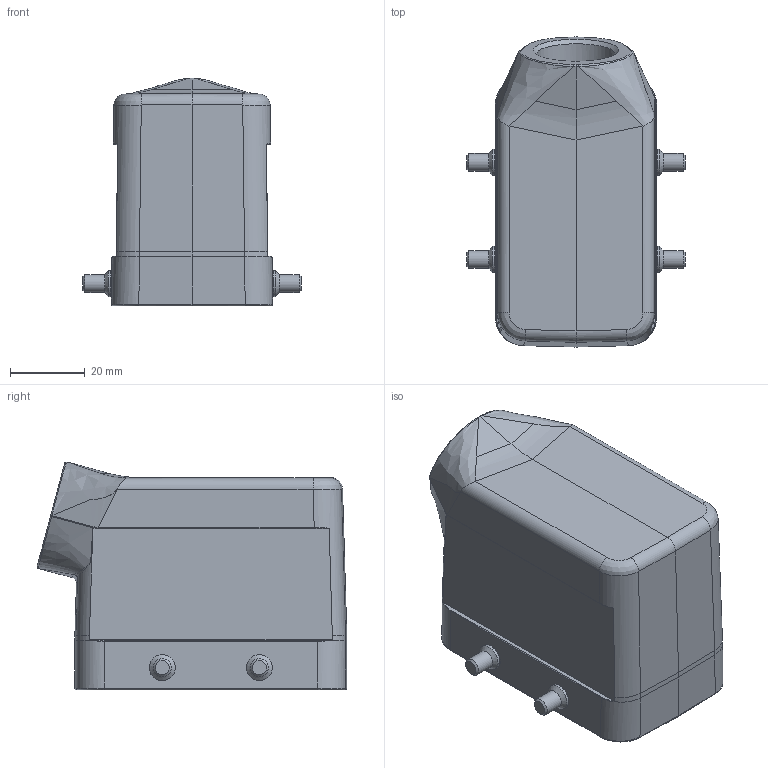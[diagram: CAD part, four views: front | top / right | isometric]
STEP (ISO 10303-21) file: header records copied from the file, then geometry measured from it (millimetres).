
FILE_DESCRIPTION(/* description */ (''),/* implementation_level */ '2;1');
FILE_NAME(/* name */ 'H10B-SE-4B-XXX.stp',/* time_stamp */ '2022-09-04T08:50:36+08:00',/* author */ (''),/* organization */ (''),/* preprocessor_version */ 'ST-DEVELOPER v16',/* originating_system */ 'SIEMENS PLM Software NX 10.0',/* authorisation */ '');
FILE_SCHEMA (('AUTOMOTIVE_DESIGN { 1 0 10303 214 3 1 1 1 }'));
Length unit declared in the file: millimetre
Products named in the file (1): Admi14A87516cp2t
Bounding box: 58.43 x 82.98 x 61.06 mm (x, y, z)
Volume: 52687 mm3; surface area: 31310.8 mm2
Topology: 1 solids, 1 shells, 282 faces, 676 edges, 399 vertices
Faces by surface type: cylinder 114, plane 78, bspline 71, cone 10, torus 8, extrusion 1
Full cylindrical faces by diameter (mm): 2.3 x4, 3 x4, 3.5 x4, 4.8 x4, 7 x4, 19 x1
Entity records: 11202 total; most frequent: CARTESIAN_POINT 5425, ORIENTED_EDGE 1238, DIRECTION 1077, EDGE_CURVE 619, AXIS2_PLACEMENT_3D 436, VERTEX_POINT 392, EDGE_LOOP 337, ADVANCED_FACE 282
